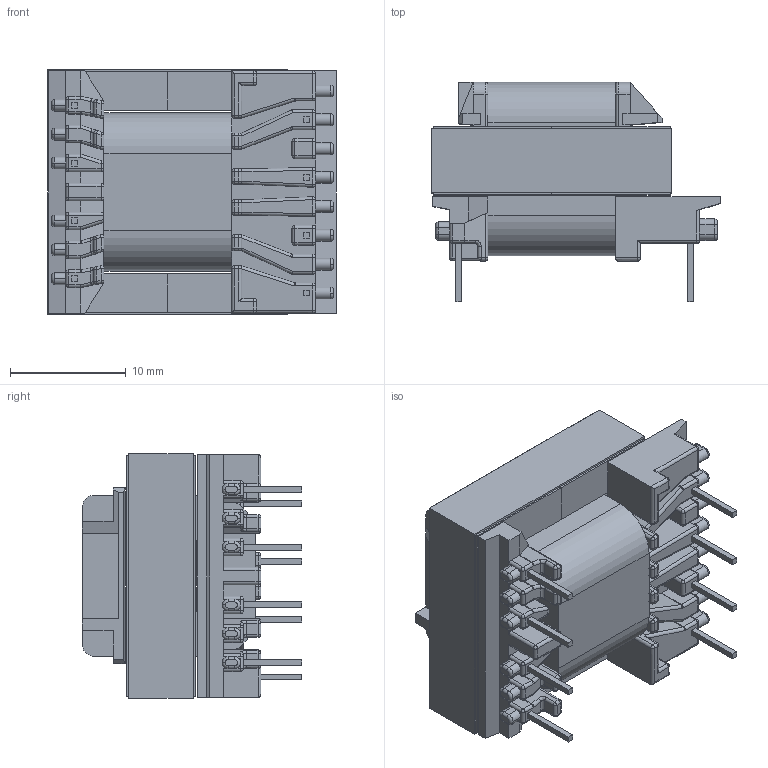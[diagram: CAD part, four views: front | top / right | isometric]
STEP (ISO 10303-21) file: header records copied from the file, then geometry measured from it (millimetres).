
FILE_DESCRIPTION (( 'STEP AP214' ), '1' );
FILE_NAME ('EE20-10-6_5643_MP2-5-7-9-11-13.STEP', '2021-06-30T19:25:21', ( '' ), ( '' ), 'SwSTEP 2.0', 'SolidWorks 2017', '' );
FILE_SCHEMA (( 'AUTOMOTIVE_DESIGN' ));
Length unit declared in the file: millimetre
Products named in the file (5): EE20-10-6_5643_MP2-5-7-9-11-13; 150-2107_6B; 440-9987-2107; 070-5643_coil; 070-5643_6A
Assembly tree (5 placements, depth 2):
  EE20-10-6_5643_MP2-5-7-9-11-13
    070-5643_6A
    070-5643_coil
    150-2107_6B  x2
    440-9987-2107
Bounding box: 24.9 x 18.91 x 21.12 mm (x, y, z)
Volume: 4707.5 mm3; surface area: 6429.6 mm2
Topology: 5 solids, 5 shells, 803 faces, 2006 edges, 1143 vertices
Faces by surface type: plane 336, cylinder 311, sphere 86, torus 62, bspline 8
Entity records: 23512 total; most frequent: CARTESIAN_POINT 4194, DIRECTION 4041, ORIENTED_EDGE 3762, EDGE_CURVE 1881, AXIS2_PLACEMENT_3D 1446, VECTOR 1149, LINE 1149, VERTEX_POINT 1107
